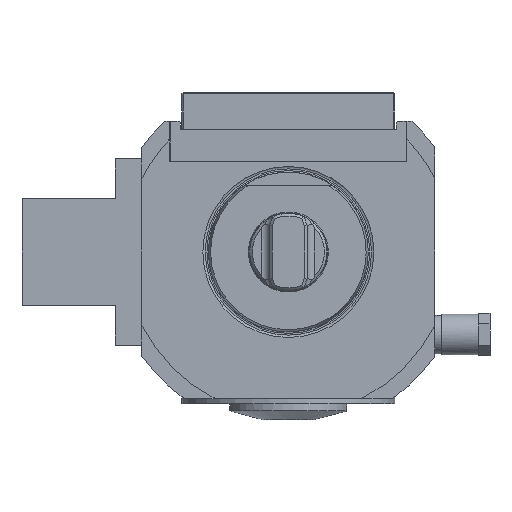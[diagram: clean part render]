
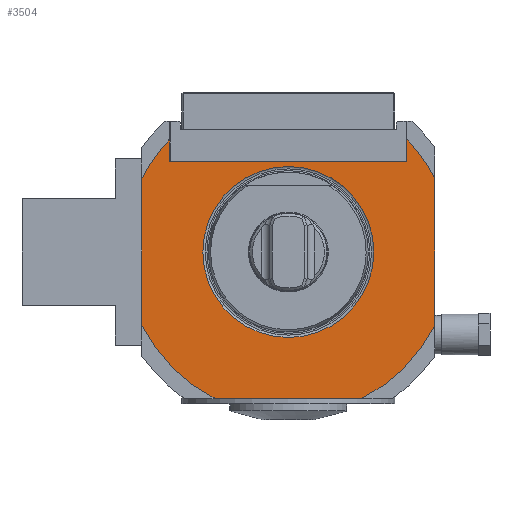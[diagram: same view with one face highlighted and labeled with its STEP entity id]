
A CAD part, front view. The second image highlights one B-rep face of the part: STEP entity #3504.
In plain terms, the highlighted planar face has unit normal (0, -1, 0).
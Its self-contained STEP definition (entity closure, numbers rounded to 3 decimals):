
#375 = AXIS2_PLACEMENT_3D ( 'NONE', #20988, #8300, #18490 ) ;
#421 = DIRECTION ( 'NONE',  ( 0., 1., 0. ) ) ;
#557 = VERTEX_POINT ( 'NONE', #17084 ) ;
#1207 = LINE ( 'NONE', #1686, #2177 ) ;
#1686 = CARTESIAN_POINT ( 'NONE',  ( -32.15, -1., 34. ) ) ;
#1800 = ORIENTED_EDGE ( 'NONE', *, *, #20187, .T. ) ;
#1978 = DIRECTION ( 'NONE',  ( 1., 0., 0. ) ) ;
#2020 = EDGE_LOOP ( 'NONE', ( #6070 ) ) ;
#2177 = VECTOR ( 'NONE', #14229, 1000. ) ;
#2351 = CIRCLE ( 'NONE', #24816, 61.5 ) ;
#3504 = ADVANCED_FACE ( 'Defeature completata1_319', ( #25204, #20014 ), #17367, .F. ) ;
#4067 = CARTESIAN_POINT ( 'NONE',  ( -55., -1., 0. ) ) ;
#5598 = CARTESIAN_POINT ( 'NONE',  ( -44.5, -1., 0. ) ) ;
#5949 = DIRECTION ( 'NONE',  ( 1., 0., 0. ) ) ;
#6070 = ORIENTED_EDGE ( 'NONE', *, *, #28081, .F. ) ;
#6190 = CARTESIAN_POINT ( 'NONE',  ( 0., -1., -55. ) ) ;
#6628 = DIRECTION ( 'NONE',  ( 0., 0., -1. ) ) ;
#7139 = DIRECTION ( 'NONE',  ( 1., 0., 0. ) ) ;
#7258 = CARTESIAN_POINT ( 'NONE',  ( 0., -1., 0. ) ) ;
#7660 = CARTESIAN_POINT ( 'NONE',  ( -32.095, -1., 0. ) ) ;
#8300 = DIRECTION ( 'NONE',  ( 0., -1., 0. ) ) ;
#8870 = DIRECTION ( 'NONE',  ( -1., 0., 0. ) ) ;
#9056 = CARTESIAN_POINT ( 'NONE',  ( -55., -1., -27.518 ) ) ;
#9163 = VECTOR ( 'NONE', #23306, 1000. ) ;
#9170 = CARTESIAN_POINT ( 'NONE',  ( 55., -1., 0. ) ) ;
#10207 = AXIS2_PLACEMENT_3D ( 'NONE', #19914, #17729, #25104 ) ;
#11654 = ORIENTED_EDGE ( 'NONE', *, *, #30055, .F. ) ;
#12047 = CARTESIAN_POINT ( 'NONE',  ( 0., -1., 0. ) ) ;
#12838 = CIRCLE ( 'NONE', #10207, 61.5 ) ;
#13501 = VERTEX_POINT ( 'NONE', #15539 ) ;
#13829 = CIRCLE ( 'NONE', #26647, 61.5 ) ;
#13851 = VERTEX_POINT ( 'NONE', #23300 ) ;
#14229 = DIRECTION ( 'NONE',  ( -1., 0., 0. ) ) ;
#14398 = VECTOR ( 'NONE', #15807, 1000. ) ;
#14574 = CARTESIAN_POINT ( 'NONE',  ( 44.5, -1., 34. ) ) ;
#15182 = ORIENTED_EDGE ( 'NONE', *, *, #24299, .F. ) ;
#15328 = CARTESIAN_POINT ( 'NONE',  ( -32.15, -1., 0. ) ) ;
#15447 = CARTESIAN_POINT ( 'NONE',  ( 44.5, -1., 0. ) ) ;
#15539 = CARTESIAN_POINT ( 'NONE',  ( -44.5, -1., 34. ) ) ;
#15807 = DIRECTION ( 'NONE',  ( 0., 0., 1. ) ) ;
#15956 = LINE ( 'NONE', #15447, #9163 ) ;
#16616 = EDGE_LOOP ( 'NONE', ( #11654, #1800, #30588, #23374, #18704, #24940, #18790, #31557, #15182, #27814 ) ) ;
#17039 = EDGE_CURVE ( 'NONE', #22815, #18813, #29329, .T. ) ;
#17084 = CARTESIAN_POINT ( 'NONE',  ( -27.518, -1., -55. ) ) ;
#17367 = PLANE ( 'NONE',  #18876 ) ;
#17378 = EDGE_CURVE ( 'NONE', #22815, #31921, #17942, .T. ) ;
#17729 = DIRECTION ( 'NONE',  ( 0., 1., 0. ) ) ;
#17929 = CARTESIAN_POINT ( 'NONE',  ( -55., -1., 27.518 ) ) ;
#17942 = CIRCLE ( 'NONE', #26519, 61.5 ) ;
#18367 = VERTEX_POINT ( 'NONE', #7660 ) ;
#18490 = DIRECTION ( 'NONE',  ( -1., 0., 0. ) ) ;
#18503 = CARTESIAN_POINT ( 'NONE',  ( 44.5, -1., 42.45 ) ) ;
#18704 = ORIENTED_EDGE ( 'NONE', *, *, #17378, .F. ) ;
#18790 = ORIENTED_EDGE ( 'NONE', *, *, #21948, .F. ) ;
#18813 = VERTEX_POINT ( 'NONE', #9056 ) ;
#18876 = AXIS2_PLACEMENT_3D ( 'NONE', #15328, #20506, #7139 ) ;
#19236 = EDGE_CURVE ( 'NONE', #13501, #31921, #28508, .T. ) ;
#19914 = CARTESIAN_POINT ( 'NONE',  ( 0., -1., 0. ) ) ;
#20014 = FACE_BOUND ( 'NONE', #2020, .T. ) ;
#20156 = CARTESIAN_POINT ( 'NONE',  ( -44.5, -1., 42.45 ) ) ;
#20187 = EDGE_CURVE ( 'NONE', #29692, #27605, #15956, .T. ) ;
#20330 = VECTOR ( 'NONE', #6628, 1000. ) ;
#20506 = DIRECTION ( 'NONE',  ( 0., 1., 0. ) ) ;
#20988 = CARTESIAN_POINT ( 'NONE',  ( 0., -1., 0. ) ) ;
#21948 = EDGE_CURVE ( 'NONE', #557, #18813, #12838, .T. ) ;
#22502 = CARTESIAN_POINT ( 'NONE',  ( 55., -1., 27.518 ) ) ;
#22666 = DIRECTION ( 'NONE',  ( 0., 1., 0. ) ) ;
#22771 = VERTEX_POINT ( 'NONE', #24665 ) ;
#22815 = VERTEX_POINT ( 'NONE', #17929 ) ;
#23300 = CARTESIAN_POINT ( 'NONE',  ( 55., -1., -27.518 ) ) ;
#23306 = DIRECTION ( 'NONE',  ( 0., 0., -1. ) ) ;
#23374 = ORIENTED_EDGE ( 'NONE', *, *, #19236, .T. ) ;
#24299 = EDGE_CURVE ( 'NONE', #13851, #22771, #2351, .T. ) ;
#24665 = CARTESIAN_POINT ( 'NONE',  ( 27.518, -1., -55. ) ) ;
#24816 = AXIS2_PLACEMENT_3D ( 'NONE', #12047, #32244, #1978 ) ;
#24940 = ORIENTED_EDGE ( 'NONE', *, *, #17039, .T. ) ;
#25104 = DIRECTION ( 'NONE',  ( 1., 0., 0. ) ) ;
#25204 = FACE_OUTER_BOUND ( 'NONE', #16616, .T. ) ;
#25797 = EDGE_CURVE ( 'NONE', #22771, #557, #28944, .T. ) ;
#26519 = AXIS2_PLACEMENT_3D ( 'NONE', #31348, #421, #5949 ) ;
#26554 = CIRCLE ( 'NONE', #375, 32.095 ) ;
#26647 = AXIS2_PLACEMENT_3D ( 'NONE', #7258, #22666, #32821 ) ;
#27605 = VERTEX_POINT ( 'NONE', #14574 ) ;
#27814 = ORIENTED_EDGE ( 'NONE', *, *, #31126, .F. ) ;
#28013 = VECTOR ( 'NONE', #8870, 1000. ) ;
#28081 = EDGE_CURVE ( 'NONE', #18367, #18367, #26554, .T. ) ;
#28508 = LINE ( 'NONE', #5598, #14398 ) ;
#28944 = LINE ( 'NONE', #6190, #28013 ) ;
#29130 = VECTOR ( 'NONE', #29492, 1000. ) ;
#29329 = LINE ( 'NONE', #4067, #29130 ) ;
#29492 = DIRECTION ( 'NONE',  ( 0., 0., -1. ) ) ;
#29692 = VERTEX_POINT ( 'NONE', #18503 ) ;
#29941 = VERTEX_POINT ( 'NONE', #22502 ) ;
#30055 = EDGE_CURVE ( 'NONE', #29692, #29941, #13829, .T. ) ;
#30588 = ORIENTED_EDGE ( 'NONE', *, *, #31473, .T. ) ;
#31126 = EDGE_CURVE ( 'NONE', #29941, #13851, #32030, .T. ) ;
#31348 = CARTESIAN_POINT ( 'NONE',  ( 0., -1., 0. ) ) ;
#31473 = EDGE_CURVE ( 'NONE', #27605, #13501, #1207, .T. ) ;
#31557 = ORIENTED_EDGE ( 'NONE', *, *, #25797, .F. ) ;
#31921 = VERTEX_POINT ( 'NONE', #20156 ) ;
#32030 = LINE ( 'NONE', #9170, #20330 ) ;
#32244 = DIRECTION ( 'NONE',  ( 0., 1., 0. ) ) ;
#32821 = DIRECTION ( 'NONE',  ( 1., 0., 0. ) ) ;
